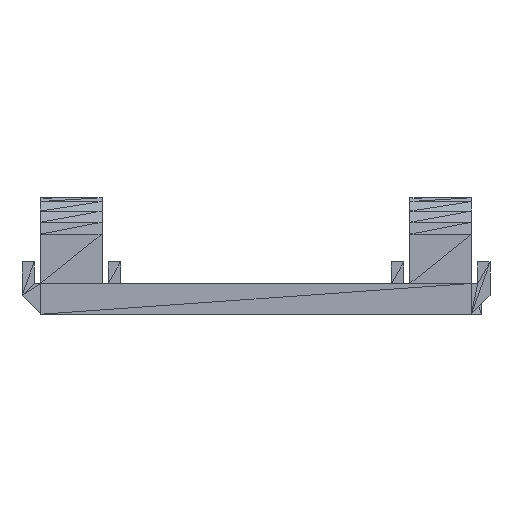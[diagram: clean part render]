
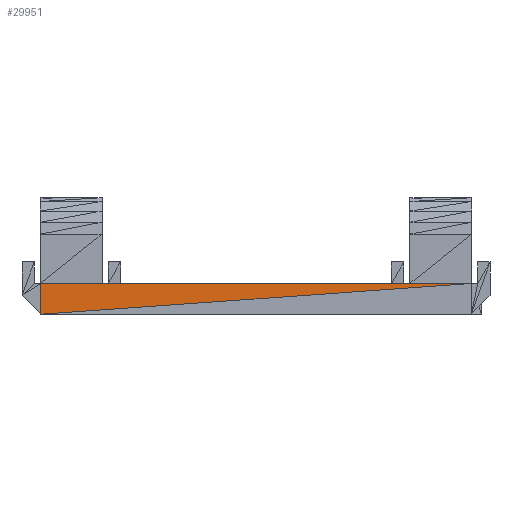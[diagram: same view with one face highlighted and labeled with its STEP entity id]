
A CAD part, left-side view. The second image highlights one B-rep face of the part: STEP entity #29951.
In plain terms, the highlighted planar face has unit normal (-1, 0, 0).
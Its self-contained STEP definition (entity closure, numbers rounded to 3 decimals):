
#12057 = VERTEX_POINT('',#12058);
#12058 = CARTESIAN_POINT('',(-32.5,35.,5.));
#12128 = PLANE('',#12129);
#12129 = AXIS2_PLACEMENT_3D('',#12130,#12131,#12132);
#12130 = CARTESIAN_POINT('',(-32.5,35.,5.));
#12131 = DIRECTION('',(0.,0.,-1.));
#12132 = DIRECTION('',(-1.,0.,0.));
#12168 = EDGE_CURVE('',#12057,#12169,#12171,.T.);
#12169 = VERTEX_POINT('',#12170);
#12170 = CARTESIAN_POINT('',(-32.5,-35.,5.));
#12171 = SURFACE_CURVE('',#12172,(#12176,#12183),.PCURVE_S1.);
#12172 = LINE('',#12173,#12174);
#12173 = CARTESIAN_POINT('',(-32.5,35.,5.));
#12174 = VECTOR('',#12175,1.);
#12175 = DIRECTION('',(0.,-1.,0.));
#12176 = PCURVE('',#12128,#12177);
#12177 = DEFINITIONAL_REPRESENTATION('',(#12178),#12182);
#12178 = LINE('',#12179,#12180);
#12179 = CARTESIAN_POINT('',(0.,0.));
#12180 = VECTOR('',#12181,1.);
#12181 = DIRECTION('',(0.,-1.));
#12182 = ( GEOMETRIC_REPRESENTATION_CONTEXT(2) 
PARAMETRIC_REPRESENTATION_CONTEXT() REPRESENTATION_CONTEXT('2D SPACE',''
  ) );
#12183 = PCURVE('',#12184,#12189);
#12184 = PLANE('',#12185);
#12185 = AXIS2_PLACEMENT_3D('',#12186,#12187,#12188);
#12186 = CARTESIAN_POINT('',(-32.5,35.,0.));
#12187 = DIRECTION('',(1.,0.,0.));
#12188 = DIRECTION('',(0.,0.,1.));
#12189 = DEFINITIONAL_REPRESENTATION('',(#12190),#12193);
#12190 = B_SPLINE_CURVE_WITH_KNOTS('',1,(#12191,#12192),.UNSPECIFIED.,
  .F.,.F.,(2,2),(0.,70.),.PIECEWISE_BEZIER_KNOTS.);
#12191 = CARTESIAN_POINT('',(5.,0.));
#12192 = CARTESIAN_POINT('',(5.,70.));
#12193 = ( GEOMETRIC_REPRESENTATION_CONTEXT(2) 
PARAMETRIC_REPRESENTATION_CONTEXT() REPRESENTATION_CONTEXT('2D SPACE',''
  ) );
#29726 = PLANE('',#29727);
#29727 = AXIS2_PLACEMENT_3D('',#29728,#29729,#29730);
#29728 = CARTESIAN_POINT('',(-32.5,-35.,0.));
#29729 = DIRECTION('',(1.,0.,0.));
#29730 = DIRECTION('',(0.,0.,1.));
#29905 = EDGE_CURVE('',#12169,#29906,#29908,.T.);
#29906 = VERTEX_POINT('',#29907);
#29907 = CARTESIAN_POINT('',(-32.5,35.,0.));
#29908 = SURFACE_CURVE('',#29909,(#29913,#29920),.PCURVE_S1.);
#29909 = LINE('',#29910,#29911);
#29910 = CARTESIAN_POINT('',(-32.5,-35.,5.));
#29911 = VECTOR('',#29912,1.);
#29912 = DIRECTION('',(0.,0.997,-0.071));
#29913 = PCURVE('',#29726,#29914);
#29914 = DEFINITIONAL_REPRESENTATION('',(#29915),#29919);
#29915 = LINE('',#29916,#29917);
#29916 = CARTESIAN_POINT('',(5.,0.));
#29917 = VECTOR('',#29918,1.);
#29918 = DIRECTION('',(-0.071,-0.997));
#29919 = ( GEOMETRIC_REPRESENTATION_CONTEXT(2) 
PARAMETRIC_REPRESENTATION_CONTEXT() REPRESENTATION_CONTEXT('2D SPACE',''
  ) );
#29920 = PCURVE('',#12184,#29921);
#29921 = DEFINITIONAL_REPRESENTATION('',(#29922),#29925);
#29922 = B_SPLINE_CURVE_WITH_KNOTS('',1,(#29923,#29924),.UNSPECIFIED.,
  .F.,.F.,(2,2),(0.,70.178),.PIECEWISE_BEZIER_KNOTS.);
#29923 = CARTESIAN_POINT('',(5.,70.));
#29924 = CARTESIAN_POINT('',(0.,0.));
#29925 = ( GEOMETRIC_REPRESENTATION_CONTEXT(2) 
PARAMETRIC_REPRESENTATION_CONTEXT() REPRESENTATION_CONTEXT('2D SPACE',''
  ) );
#29951 = ADVANCED_FACE('',(#29952),#12184,.F.);
#29952 = FACE_BOUND('',#29953,.T.);
#29953 = EDGE_LOOP('',(#29954,#29955,#29956));
#29954 = ORIENTED_EDGE('',*,*,#29905,.F.);
#29955 = ORIENTED_EDGE('',*,*,#12168,.F.);
#29956 = ORIENTED_EDGE('',*,*,#29957,.T.);
#29957 = EDGE_CURVE('',#12057,#29906,#29958,.T.);
#29958 = SURFACE_CURVE('',#29959,(#29963,#29970),.PCURVE_S1.);
#29959 = LINE('',#29960,#29961);
#29960 = CARTESIAN_POINT('',(-32.5,35.,5.));
#29961 = VECTOR('',#29962,1.);
#29962 = DIRECTION('',(0.,0.,-1.));
#29963 = PCURVE('',#12184,#29964);
#29964 = DEFINITIONAL_REPRESENTATION('',(#29965),#29969);
#29965 = LINE('',#29966,#29967);
#29966 = CARTESIAN_POINT('',(5.,0.));
#29967 = VECTOR('',#29968,1.);
#29968 = DIRECTION('',(-1.,0.));
#29969 = ( GEOMETRIC_REPRESENTATION_CONTEXT(2) 
PARAMETRIC_REPRESENTATION_CONTEXT() REPRESENTATION_CONTEXT('2D SPACE',''
  ) );
#29970 = PCURVE('',#29971,#29976);
#29971 = PLANE('',#29972);
#29972 = AXIS2_PLACEMENT_3D('',#29973,#29974,#29975);
#29973 = CARTESIAN_POINT('',(-32.5,35.,0.));
#29974 = DIRECTION('',(0.,-1.,0.));
#29975 = DIRECTION('',(0.,0.,-1.));
#29976 = DEFINITIONAL_REPRESENTATION('',(#29977),#29980);
#29977 = B_SPLINE_CURVE_WITH_KNOTS('',1,(#29978,#29979),.UNSPECIFIED.,
  .F.,.F.,(2,2),(0.,5.),.PIECEWISE_BEZIER_KNOTS.);
#29978 = CARTESIAN_POINT('',(-5.,0.));
#29979 = CARTESIAN_POINT('',(0.,0.));
#29980 = ( GEOMETRIC_REPRESENTATION_CONTEXT(2) 
PARAMETRIC_REPRESENTATION_CONTEXT() REPRESENTATION_CONTEXT('2D SPACE',''
  ) );
